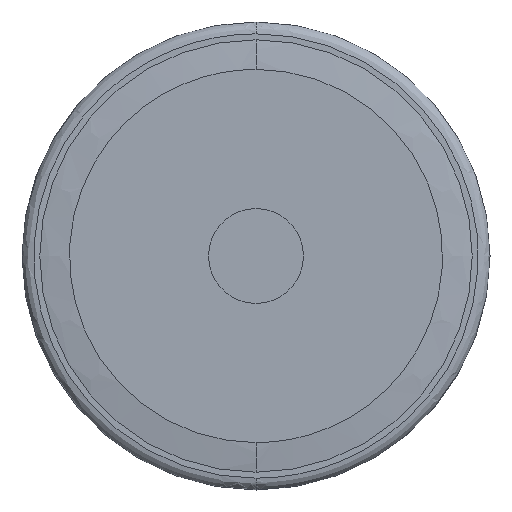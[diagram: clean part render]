
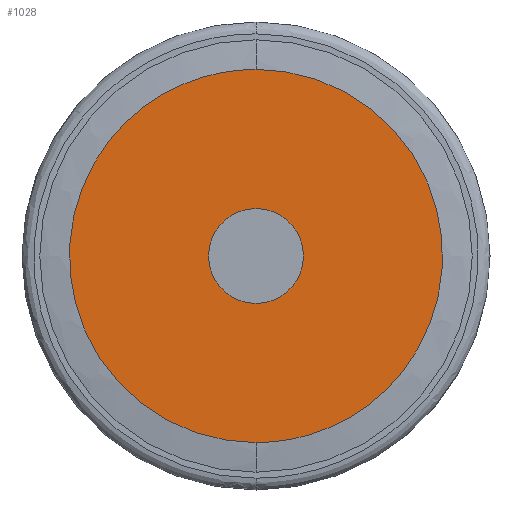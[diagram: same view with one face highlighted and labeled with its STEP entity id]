
A CAD part, front view. The second image highlights one B-rep face of the part: STEP entity #1028.
In plain terms, the highlighted planar face has unit normal (0, -1, 0).
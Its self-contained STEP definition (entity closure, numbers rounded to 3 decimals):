
#11 = CARTESIAN_POINT ( 'NONE',  ( 31.501, -23.1, -15.751 ) ) ;
#47 = CARTESIAN_POINT ( 'NONE',  ( 0., -23.1, 0. ) ) ;
#60 = FACE_BOUND ( 'NONE', #1088, .T. ) ;
#73 = CARTESIAN_POINT ( 'NONE',  ( 31.501, -23.1, 15.751 ) ) ;
#151 = CARTESIAN_POINT ( 'NONE',  ( 0., -23.1, 0. ) ) ;
#153 = CARTESIAN_POINT ( 'NONE',  ( 0., -23.1, -15.751 ) ) ;
#156 = ORIENTED_EDGE ( 'NONE', *, *, #747, .F. ) ;
#161 = AXIS2_PLACEMENT_3D ( 'NONE', #151, #1125, #1141 ) ;
#203 = FACE_OUTER_BOUND ( 'NONE', #423, .T. ) ;
#311 = CIRCLE ( 'NONE', #161, 4. ) ;
#328 = ORIENTED_EDGE ( 'NONE', *, *, #483, .F. ) ;
#337 = CARTESIAN_POINT ( 'NONE',  ( 0., -23.1, 15.751 ) ) ;
#353 =( BOUNDED_CURVE ( )  B_SPLINE_CURVE ( 3, ( #153, #518, #903, #919 ),
 .UNSPECIFIED., .F., .T. ) 
 B_SPLINE_CURVE_WITH_KNOTS ( ( 4, 4 ),
 ( 0., 1. ),
 .UNSPECIFIED. ) 
 CURVE ( )  GEOMETRIC_REPRESENTATION_ITEM ( )  RATIONAL_B_SPLINE_CURVE ( ( 1., 0.333, 0.333, 1. ) ) 
 REPRESENTATION_ITEM ( '' )  );
#391 = CARTESIAN_POINT ( 'NONE',  ( 0., -23.1, 4. ) ) ;
#423 = EDGE_LOOP ( 'NONE', ( #328, #156 ) ) ;
#447 = VERTEX_POINT ( 'NONE', #337 ) ;
#469 = EDGE_CURVE ( 'NONE', #539, #834, #311, .T. ) ;
#483 = EDGE_CURVE ( 'NONE', #447, #899, #519, .T. ) ;
#518 = CARTESIAN_POINT ( 'NONE',  ( -31.501, -23.1, -15.751 ) ) ;
#519 =( BOUNDED_CURVE ( )  B_SPLINE_CURVE ( 3, ( #599, #73, #11, #1057 ),
 .UNSPECIFIED., .F., .T. ) 
 B_SPLINE_CURVE_WITH_KNOTS ( ( 4, 4 ),
 ( 0., 1. ),
 .UNSPECIFIED. ) 
 CURVE ( )  GEOMETRIC_REPRESENTATION_ITEM ( )  RATIONAL_B_SPLINE_CURVE ( ( 1., 0.333, 0.333, 1. ) ) 
 REPRESENTATION_ITEM ( '' )  );
#539 = VERTEX_POINT ( 'NONE', #695 ) ;
#547 = CIRCLE ( 'NONE', #581, 4. ) ;
#581 = AXIS2_PLACEMENT_3D ( 'NONE', #47, #1108, #1024 ) ;
#599 = CARTESIAN_POINT ( 'NONE',  ( 0., -23.1, 15.751 ) ) ;
#695 = CARTESIAN_POINT ( 'NONE',  ( 0., -23.1, -4. ) ) ;
#737 = CARTESIAN_POINT ( 'NONE',  ( 0., -23.1, -15.751 ) ) ;
#747 = EDGE_CURVE ( 'NONE', #899, #447, #353, .T. ) ;
#766 = AXIS2_PLACEMENT_3D ( 'NONE', #950, #862, #1122 ) ;
#801 = ORIENTED_EDGE ( 'NONE', *, *, #879, .T. ) ;
#834 = VERTEX_POINT ( 'NONE', #391 ) ;
#862 = DIRECTION ( 'NONE',  ( 0., -1., 0. ) ) ;
#879 = EDGE_CURVE ( 'NONE', #834, #539, #547, .T. ) ;
#899 = VERTEX_POINT ( 'NONE', #737 ) ;
#903 = CARTESIAN_POINT ( 'NONE',  ( -31.501, -23.1, 15.751 ) ) ;
#919 = CARTESIAN_POINT ( 'NONE',  ( 0., -23.1, 15.751 ) ) ;
#950 = CARTESIAN_POINT ( 'NONE',  ( -15.751, -23.1, 0. ) ) ;
#963 = ORIENTED_EDGE ( 'NONE', *, *, #469, .T. ) ;
#1024 = DIRECTION ( 'NONE',  ( 0., 0., 1. ) ) ;
#1028 = ADVANCED_FACE ( 'NONE', ( #203, #60 ), #1132, .T. ) ;
#1057 = CARTESIAN_POINT ( 'NONE',  ( 0., -23.1, -15.751 ) ) ;
#1088 = EDGE_LOOP ( 'NONE', ( #801, #963 ) ) ;
#1108 = DIRECTION ( 'NONE',  ( 0., 1., 0. ) ) ;
#1122 = DIRECTION ( 'NONE',  ( 0., 0., -1. ) ) ;
#1125 = DIRECTION ( 'NONE',  ( 0., 1., 0. ) ) ;
#1132 = PLANE ( 'NONE',  #766 ) ;
#1141 = DIRECTION ( 'NONE',  ( 0., 0., 1. ) ) ;
